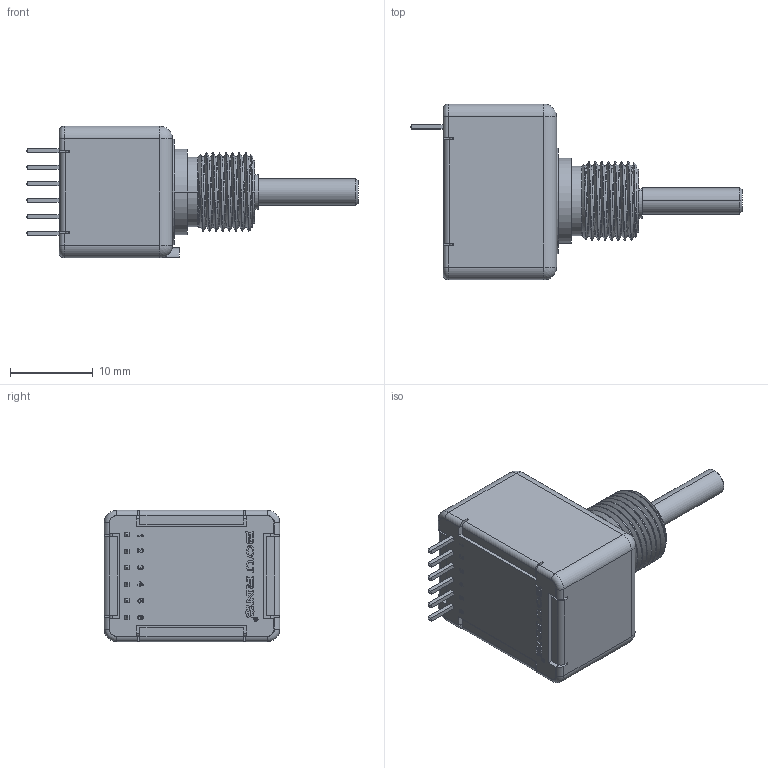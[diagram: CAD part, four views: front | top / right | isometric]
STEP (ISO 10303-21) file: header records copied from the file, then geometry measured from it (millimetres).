
FILE_DESCRIPTION((''),'2;1');
FILE_NAME('EMS22XXX-D28-LTX','2016-01-04T',('RICKB'),('Bourns, Inc.'),'PRO/ENGINEER BY PARAMETRIC TECHNOLOGY CORPORATION, 2012230','PRO/ENGINEER BY PARAMETRIC TECHNOLOGY CORPORATION, 2012230','');
FILE_SCHEMA(('CONFIG_CONTROL_DESIGN'));
Length unit declared in the file: millimetre
Products named in the file (1): EMS22XXX-D28-LTX
Bounding box: 40.11 x 21.21 x 15.88 mm (x, y, z)
Volume: 5236 mm3; surface area: 3003.2 mm2
Topology: 1 solids, 3 shells, 685 faces, 1873 edges, 1214 vertices
Faces by surface type: plane 496, cylinder 160, cone 10, bspline 9, torus 6, sphere 4
Entity records: 24099 total; most frequent: CARTESIAN_POINT 6431, ORIENTED_EDGE 3746, DIRECTION 3569, EDGE_CURVE 1873, VECTOR 1421, LINE 1421, VERTEX_POINT 1214, AXIS2_PLACEMENT_3D 1074
